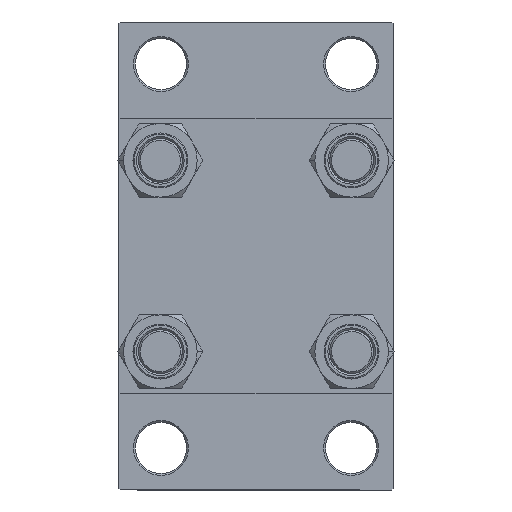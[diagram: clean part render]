
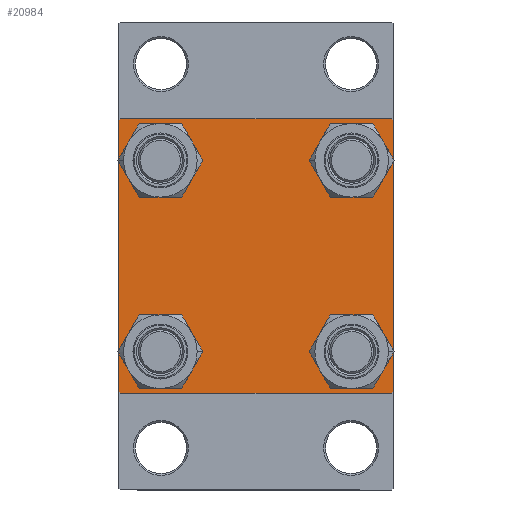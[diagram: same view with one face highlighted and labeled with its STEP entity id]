
A CAD part, left-side view. The second image highlights one B-rep face of the part: STEP entity #20984.
In plain terms, the highlighted planar face has unit normal (-1, 0, 0).
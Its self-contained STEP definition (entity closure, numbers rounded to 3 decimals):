
#232 = DIRECTION ( 'NONE',  ( 1., 0., 0. ) ) ;
#345 = VECTOR ( 'NONE', #11443, 1000. ) ;
#373 = CIRCLE ( 'NONE', #26446, 6.5 ) ;
#656 = EDGE_CURVE ( 'NONE', #27620, #44045, #24574, .T. ) ;
#1059 = CARTESIAN_POINT ( 'NONE',  ( 0., -37.5, 37. ) ) ;
#1219 = DIRECTION ( 'NONE',  ( 1., 0., 0. ) ) ;
#1468 = EDGE_LOOP ( 'NONE', ( #29239, #28166 ) ) ;
#1703 = VERTEX_POINT ( 'NONE', #37847 ) ;
#2163 = FACE_BOUND ( 'NONE', #1468, .T. ) ;
#2313 = CARTESIAN_POINT ( 'NONE',  ( 0., 26.15, 26.15 ) ) ;
#2629 = FACE_BOUND ( 'NONE', #23504, .T. ) ;
#3281 = DIRECTION ( 'NONE',  ( 0., 0., -1. ) ) ;
#3370 = EDGE_CURVE ( 'NONE', #39963, #1703, #7791, .T. ) ;
#3791 = DIRECTION ( 'NONE',  ( 0., -1., 0. ) ) ;
#3869 = DIRECTION ( 'NONE',  ( 0., 0., 1. ) ) ;
#4029 = AXIS2_PLACEMENT_3D ( 'NONE', #36934, #1219, #26875 ) ;
#4326 = CARTESIAN_POINT ( 'NONE',  ( 0., -26.15, 26.15 ) ) ;
#5147 = CIRCLE ( 'NONE', #41118, 6.5 ) ;
#5183 = EDGE_CURVE ( 'NONE', #19646, #27699, #40763, .T. ) ;
#5377 = CIRCLE ( 'NONE', #23005, 6.5 ) ;
#5789 = DIRECTION ( 'NONE',  ( 1., 0., 0. ) ) ;
#5831 = EDGE_CURVE ( 'NONE', #16954, #24438, #36117, .T. ) ;
#5852 = CARTESIAN_POINT ( 'NONE',  ( 0., -37.25, -37.25 ) ) ;
#5926 = CARTESIAN_POINT ( 'NONE',  ( 0., 37.5, 37. ) ) ;
#6163 = CIRCLE ( 'NONE', #42122, 6.5 ) ;
#6281 = CARTESIAN_POINT ( 'NONE',  ( 0., 26.15, 19.65 ) ) ;
#6628 = DIRECTION ( 'NONE',  ( 0., 0., 1. ) ) ;
#6659 = VECTOR ( 'NONE', #9691, 1000. ) ;
#6894 = CARTESIAN_POINT ( 'NONE',  ( 0., 37.5, 37.5 ) ) ;
#7291 = LINE ( 'NONE', #44662, #19629 ) ;
#7791 = CIRCLE ( 'NONE', #34616, 6.5 ) ;
#9412 = EDGE_CURVE ( 'NONE', #11249, #22056, #25113, .T. ) ;
#9637 = EDGE_CURVE ( 'NONE', #23834, #11249, #11676, .T. ) ;
#9691 = DIRECTION ( 'NONE',  ( 0., -0.707, 0.707 ) ) ;
#9762 = ORIENTED_EDGE ( 'NONE', *, *, #5831, .F. ) ;
#9770 = ORIENTED_EDGE ( 'NONE', *, *, #20457, .F. ) ;
#11249 = VERTEX_POINT ( 'NONE', #5926 ) ;
#11328 = VECTOR ( 'NONE', #38954, 1000. ) ;
#11443 = DIRECTION ( 'NONE',  ( 0., 0., -1. ) ) ;
#11479 = ORIENTED_EDGE ( 'NONE', *, *, #43686, .T. ) ;
#11676 = LINE ( 'NONE', #41624, #30984 ) ;
#12890 = DIRECTION ( 'NONE',  ( 0., 0., 1. ) ) ;
#13328 = CARTESIAN_POINT ( 'NONE',  ( 0., 37.25, -37.25 ) ) ;
#13914 = CARTESIAN_POINT ( 'NONE',  ( 0., 37., -37.5 ) ) ;
#14088 = CARTESIAN_POINT ( 'NONE',  ( 0., -37.5, 37.5 ) ) ;
#14904 = DIRECTION ( 'NONE',  ( 0., 0., 1. ) ) ;
#15195 = VERTEX_POINT ( 'NONE', #33495 ) ;
#15664 = VECTOR ( 'NONE', #3791, 1000. ) ;
#15723 = VERTEX_POINT ( 'NONE', #25884 ) ;
#16287 = DIRECTION ( 'NONE',  ( 0., -1., 0. ) ) ;
#16355 = CARTESIAN_POINT ( 'NONE',  ( 0., 26.15, 26.15 ) ) ;
#16815 = PLANE ( 'NONE',  #36342 ) ;
#16954 = VERTEX_POINT ( 'NONE', #1059 ) ;
#17112 = CARTESIAN_POINT ( 'NONE',  ( 0., 26.15, 32.65 ) ) ;
#17273 = FACE_BOUND ( 'NONE', #41480, .T. ) ;
#17908 = DIRECTION ( 'NONE',  ( 1., 0., 0. ) ) ;
#17960 = CARTESIAN_POINT ( 'NONE',  ( 0., 37.5, 37.5 ) ) ;
#19629 = VECTOR ( 'NONE', #32949, 1000. ) ;
#19646 = VERTEX_POINT ( 'NONE', #33685 ) ;
#19967 = VERTEX_POINT ( 'NONE', #6281 ) ;
#20185 = DIRECTION ( 'NONE',  ( 1., 0., 0. ) ) ;
#20368 = CARTESIAN_POINT ( 'NONE',  ( 0., -37.5, -37. ) ) ;
#20388 = AXIS2_PLACEMENT_3D ( 'NONE', #4326, #232, #14904 ) ;
#20422 = DIRECTION ( 'NONE',  ( 1., 0., 0. ) ) ;
#20428 = DIRECTION ( 'NONE',  ( 0., 0., 1. ) ) ;
#20457 = EDGE_CURVE ( 'NONE', #23834, #15723, #40449, .T. ) ;
#20890 = CARTESIAN_POINT ( 'NONE',  ( 0., 37.5, -37. ) ) ;
#20984 = ADVANCED_FACE ( 'NONE', ( #24454, #2163, #2629, #17273, #35475 ), #16815, .T. ) ;
#21044 = CARTESIAN_POINT ( 'NONE',  ( 0., -37., -37.5 ) ) ;
#21623 = EDGE_LOOP ( 'NONE', ( #25309, #42599 ) ) ;
#22056 = VERTEX_POINT ( 'NONE', #20890 ) ;
#23005 = AXIS2_PLACEMENT_3D ( 'NONE', #16355, #5789, #35037 ) ;
#23224 = CARTESIAN_POINT ( 'NONE',  ( 0., 37.5, -37.5 ) ) ;
#23504 = EDGE_LOOP ( 'NONE', ( #32232, #46960 ) ) ;
#23834 = VERTEX_POINT ( 'NONE', #41092 ) ;
#24438 = VERTEX_POINT ( 'NONE', #20368 ) ;
#24454 = FACE_BOUND ( 'NONE', #21623, .T. ) ;
#24574 = LINE ( 'NONE', #23224, #39083 ) ;
#24828 = ORIENTED_EDGE ( 'NONE', *, *, #9412, .T. ) ;
#25113 = LINE ( 'NONE', #6894, #345 ) ;
#25309 = ORIENTED_EDGE ( 'NONE', *, *, #3370, .T. ) ;
#25884 = CARTESIAN_POINT ( 'NONE',  ( 0., -37., 37.5 ) ) ;
#26290 = DIRECTION ( 'NONE',  ( 0., 0.707, -0.707 ) ) ;
#26368 = ORIENTED_EDGE ( 'NONE', *, *, #37702, .T. ) ;
#26446 = AXIS2_PLACEMENT_3D ( 'NONE', #28447, #17908, #6628 ) ;
#26702 = EDGE_CURVE ( 'NONE', #44943, #19967, #5147, .T. ) ;
#26875 = DIRECTION ( 'NONE',  ( 0., 0., 1. ) ) ;
#27185 = LINE ( 'NONE', #5852, #6659 ) ;
#27435 = ORIENTED_EDGE ( 'NONE', *, *, #46663, .T. ) ;
#27583 = ORIENTED_EDGE ( 'NONE', *, *, #9637, .T. ) ;
#27620 = VERTEX_POINT ( 'NONE', #13914 ) ;
#27699 = VERTEX_POINT ( 'NONE', #32588 ) ;
#28166 = ORIENTED_EDGE ( 'NONE', *, *, #42283, .T. ) ;
#28447 = CARTESIAN_POINT ( 'NONE',  ( 0., -26.15, -26.15 ) ) ;
#28518 = DIRECTION ( 'NONE',  ( 0., 0., 1. ) ) ;
#29143 = ORIENTED_EDGE ( 'NONE', *, *, #32282, .T. ) ;
#29239 = ORIENTED_EDGE ( 'NONE', *, *, #45211, .T. ) ;
#29498 = ORIENTED_EDGE ( 'NONE', *, *, #26702, .T. ) ;
#30984 = VECTOR ( 'NONE', #26290, 1000. ) ;
#31341 = DIRECTION ( 'NONE',  ( 1., 0., 0. ) ) ;
#31882 = DIRECTION ( 'NONE',  ( 0., 0., 1. ) ) ;
#32077 = CARTESIAN_POINT ( 'NONE',  ( 0., -26.15, -32.65 ) ) ;
#32232 = ORIENTED_EDGE ( 'NONE', *, *, #37705, .T. ) ;
#32282 = EDGE_CURVE ( 'NONE', #22056, #27620, #35598, .T. ) ;
#32588 = CARTESIAN_POINT ( 'NONE',  ( 0., 26.15, -19.65 ) ) ;
#32941 = EDGE_LOOP ( 'NONE', ( #24828, #29143, #43125, #27435, #9762, #11479, #9770, #27583 ) ) ;
#32949 = DIRECTION ( 'NONE',  ( 0., 0.707, 0.707 ) ) ;
#33495 = CARTESIAN_POINT ( 'NONE',  ( 0., -26.15, -19.65 ) ) ;
#33514 = CARTESIAN_POINT ( 'NONE',  ( 0., -26.15, 32.65 ) ) ;
#33685 = CARTESIAN_POINT ( 'NONE',  ( 0., 26.15, -32.65 ) ) ;
#33917 = VECTOR ( 'NONE', #3281, 1000. ) ;
#34616 = AXIS2_PLACEMENT_3D ( 'NONE', #40756, #44364, #3869 ) ;
#35037 = DIRECTION ( 'NONE',  ( 0., 0., 1. ) ) ;
#35475 = FACE_OUTER_BOUND ( 'NONE', #32941, .T. ) ;
#35598 = LINE ( 'NONE', #13328, #11328 ) ;
#36117 = LINE ( 'NONE', #14088, #33917 ) ;
#36342 = AXIS2_PLACEMENT_3D ( 'NONE', #42889, #45802, #31882 ) ;
#36934 = CARTESIAN_POINT ( 'NONE',  ( 0., 26.15, -26.15 ) ) ;
#37702 = EDGE_CURVE ( 'NONE', #19967, #44943, #5377, .T. ) ;
#37705 = EDGE_CURVE ( 'NONE', #27699, #19646, #6163, .T. ) ;
#37847 = CARTESIAN_POINT ( 'NONE',  ( 0., -26.15, 19.65 ) ) ;
#38101 = VERTEX_POINT ( 'NONE', #32077 ) ;
#38804 = AXIS2_PLACEMENT_3D ( 'NONE', #46744, #20422, #28518 ) ;
#38954 = DIRECTION ( 'NONE',  ( 0., -0.707, -0.707 ) ) ;
#39083 = VECTOR ( 'NONE', #16287, 1000. ) ;
#39963 = VERTEX_POINT ( 'NONE', #33514 ) ;
#40449 = LINE ( 'NONE', #17960, #15664 ) ;
#40678 = EDGE_CURVE ( 'NONE', #1703, #39963, #41008, .T. ) ;
#40756 = CARTESIAN_POINT ( 'NONE',  ( 0., -26.15, 26.15 ) ) ;
#40763 = CIRCLE ( 'NONE', #4029, 6.5 ) ;
#41008 = CIRCLE ( 'NONE', #20388, 6.5 ) ;
#41092 = CARTESIAN_POINT ( 'NONE',  ( 0., 37., 37.5 ) ) ;
#41118 = AXIS2_PLACEMENT_3D ( 'NONE', #2313, #31341, #12890 ) ;
#41480 = EDGE_LOOP ( 'NONE', ( #29498, #26368 ) ) ;
#41624 = CARTESIAN_POINT ( 'NONE',  ( 0., 37.25, 37.25 ) ) ;
#41979 = CARTESIAN_POINT ( 'NONE',  ( 0., 26.15, -26.15 ) ) ;
#42122 = AXIS2_PLACEMENT_3D ( 'NONE', #41979, #20185, #20428 ) ;
#42283 = EDGE_CURVE ( 'NONE', #38101, #15195, #373, .T. ) ;
#42599 = ORIENTED_EDGE ( 'NONE', *, *, #40678, .T. ) ;
#42889 = CARTESIAN_POINT ( 'NONE',  ( 0., 0., 0. ) ) ;
#43125 = ORIENTED_EDGE ( 'NONE', *, *, #656, .T. ) ;
#43369 = CIRCLE ( 'NONE', #38804, 6.5 ) ;
#43686 = EDGE_CURVE ( 'NONE', #16954, #15723, #7291, .T. ) ;
#44045 = VERTEX_POINT ( 'NONE', #21044 ) ;
#44364 = DIRECTION ( 'NONE',  ( 1., 0., 0. ) ) ;
#44662 = CARTESIAN_POINT ( 'NONE',  ( 0., -37.25, 37.25 ) ) ;
#44943 = VERTEX_POINT ( 'NONE', #17112 ) ;
#45211 = EDGE_CURVE ( 'NONE', #15195, #38101, #43369, .T. ) ;
#45802 = DIRECTION ( 'NONE',  ( -1., 0., 0. ) ) ;
#46663 = EDGE_CURVE ( 'NONE', #44045, #24438, #27185, .T. ) ;
#46744 = CARTESIAN_POINT ( 'NONE',  ( 0., -26.15, -26.15 ) ) ;
#46960 = ORIENTED_EDGE ( 'NONE', *, *, #5183, .T. ) ;
